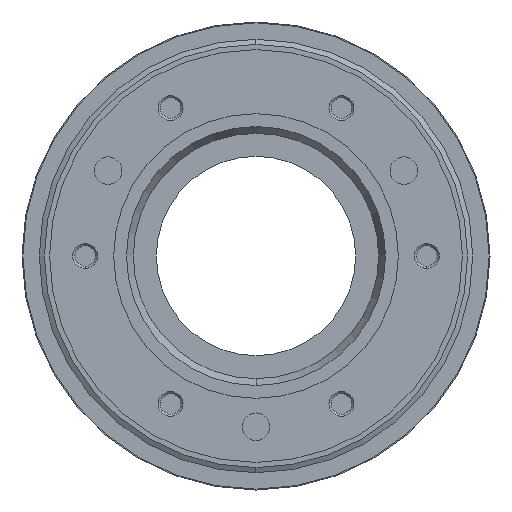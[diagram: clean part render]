
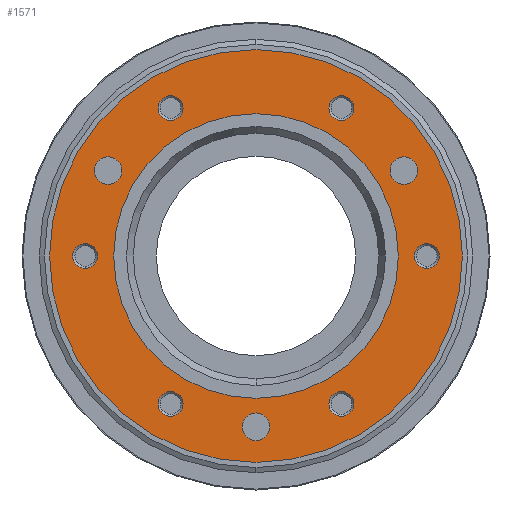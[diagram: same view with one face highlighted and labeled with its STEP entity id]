
A CAD part, left-side view. The second image highlights one B-rep face of the part: STEP entity #1571.
In plain terms, the highlighted planar face has unit normal (-1, 0, 0).
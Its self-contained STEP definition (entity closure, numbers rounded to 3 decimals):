
#1071=CARTESIAN_POINT('POINT69',(0.,
   0.,63.5));
#1072=VERTEX_POINT('VERTEX69',#1071);
#1079=CARTESIAN_POINT('POINT70',(0.,
   0.,-63.5));
#1080=VERTEX_POINT('VERTEX70',#1079);
#1081=CARTESIAN_POINT('POS105',(0.,0.,0.))
   ;
#1082=DIRECTION('DIR172',(1.,0.,0.));
#1083=DIRECTION('DIR173',(0.,0.,1.));
#1084=AXIS2_PLACEMENT_3D('AXIS68',#1081,#1082,#1083);
#1085=CIRCLE('ELLIPSE35',#1084,63.5);
#1086=EDGE_CURVE('EDGE106',#1080,#1072,#1085,.T.);
#1106=EDGE_CURVE('EDGE108',#1072,#1080,#1085,.T.);
#1111=CARTESIAN_POINT('POINT71',(0.,
   69.071,32.766));
#1112=VERTEX_POINT('VERTEX71',#1111);
#1119=CARTESIAN_POINT('POINT72',(0.,
   62.911,43.434));
#1120=VERTEX_POINT('VERTEX72',#1119);
#1121=CARTESIAN_POINT('POS109',(0.,
   65.991,38.1));
#1122=DIRECTION('DIR178',(1.,0.,
   0.));
#1123=DIRECTION('DIR179',(0.,0.5,
   -0.866));
#1124=AXIS2_PLACEMENT_3D('AXIS70',#1121,#1122,#1123);
#1125=CIRCLE('ELLIPSE36',#1124,6.16);
#1126=EDGE_CURVE('EDGE110',#1120,#1112,#1125,.T.);
#1146=EDGE_CURVE('EDGE112',#1112,#1120,#1125,.T.);
#1151=CARTESIAN_POINT('POINT73',(0.,
   -62.911,43.434));
#1152=VERTEX_POINT('VERTEX73',#1151);
#1159=CARTESIAN_POINT('POINT74',(0.,
   -69.071,32.766));
#1160=VERTEX_POINT('VERTEX74',#1159);
#1161=CARTESIAN_POINT('POS113',(0.,
   -65.991,38.1));
#1162=DIRECTION('DIR184',(1.,0.,
   0.));
#1163=DIRECTION('DIR185',(0.,0.5,
   0.866));
#1164=AXIS2_PLACEMENT_3D('AXIS72',#1161,#1162,#1163);
#1165=CIRCLE('ELLIPSE37',#1164,6.16);
#1166=EDGE_CURVE('EDGE114',#1160,#1152,#1165,.T.);
#1186=EDGE_CURVE('EDGE116',#1152,#1160,#1165,.T.);
#1191=CARTESIAN_POINT('POINT75',(0.,
   -6.16,-76.2));
#1192=VERTEX_POINT('VERTEX75',#1191);
#1199=CARTESIAN_POINT('POINT76',(0.,
   6.159,-76.2));
#1200=VERTEX_POINT('VERTEX76',#1199);
#1201=CARTESIAN_POINT('POS117',(0.,
   0.,-76.2));
#1202=DIRECTION('DIR190',(1.,0.,
   0.));
#1203=DIRECTION('DIR191',(0.,-1.,
   0.));
#1204=AXIS2_PLACEMENT_3D('AXIS74',#1201,#1202,#1203);
#1205=CIRCLE('ELLIPSE38',#1204,6.16);
#1206=EDGE_CURVE('EDGE118',#1200,#1192,#1205,.T.);
#1226=EDGE_CURVE('EDGE120',#1192,#1200,#1205,.T.);
#1231=CARTESIAN_POINT('POINT77',(0.,-76.2,
   -5.556));
#1232=VERTEX_POINT('VERTEX77',#1231);
#1240=CARTESIAN_POINT('POINT78',(0.,-76.2,
   5.556));
#1241=VERTEX_POINT('VERTEX78',#1240);
#1248=CARTESIAN_POINT('POS122',(0.,-76.2,
   0.));
#1249=DIRECTION('DIR197',(1.,0.,0.));
#1250=DIRECTION('DIR198',(0.,0.,1.));
#1251=AXIS2_PLACEMENT_3D('AXIS76',#1248,#1249,#1250);
#1252=CIRCLE('ELLIPSE39',#1251,5.556);
#1253=EDGE_CURVE('EDGE123',#1232,#1241,#1252,.T.);
#1264=EDGE_CURVE('EDGE124',#1241,#1232,#1252,.T.);
#1271=CARTESIAN_POINT('POINT79',(0.,
   -33.288,-68.769));
#1272=VERTEX_POINT('VERTEX79',#1271);
#1280=CARTESIAN_POINT('POINT80',(0.,
   -42.912,-63.213));
#1281=VERTEX_POINT('VERTEX80',#1280);
#1288=CARTESIAN_POINT('POS126',(0.,-38.1,
   -65.991));
#1289=DIRECTION('DIR203',(1.,0.,
   0.));
#1290=DIRECTION('DIR204',(0.,-0.866,
   0.5));
#1291=AXIS2_PLACEMENT_3D('AXIS78',#1288,#1289,#1290);
#1292=CIRCLE('ELLIPSE40',#1291,5.556);
#1293=EDGE_CURVE('EDGE127',#1272,#1281,#1292,.T.);
#1304=EDGE_CURVE('EDGE128',#1281,#1272,#1292,.T.);
#1311=CARTESIAN_POINT('POINT81',(0.,42.912,
   -63.213));
#1312=VERTEX_POINT('VERTEX81',#1311);
#1320=CARTESIAN_POINT('POINT82',(0.,
   33.288,-68.769));
#1321=VERTEX_POINT('VERTEX82',#1320);
#1328=CARTESIAN_POINT('POS130',(0.,38.1,
   -65.991));
#1329=DIRECTION('DIR209',(1.,0.,
   0.));
#1330=DIRECTION('DIR210',(0.,-0.866,
   -0.5));
#1331=AXIS2_PLACEMENT_3D('AXIS80',#1328,#1329,#1330);
#1332=CIRCLE('ELLIPSE41',#1331,5.556);
#1333=EDGE_CURVE('EDGE131',#1312,#1321,#1332,.T.);
#1344=EDGE_CURVE('EDGE132',#1321,#1312,#1332,.T.);
#1351=CARTESIAN_POINT('POINT83',(0.,76.2,
   5.556));
#1352=VERTEX_POINT('VERTEX83',#1351);
#1360=CARTESIAN_POINT('POINT84',(0.,76.2,
   -5.556));
#1361=VERTEX_POINT('VERTEX84',#1360);
#1368=CARTESIAN_POINT('POS134',(0.,76.2,
   0.));
#1369=DIRECTION('DIR215',(1.,0.,
   0.));
#1370=DIRECTION('DIR216',(0.,0.,
   -1.));
#1371=AXIS2_PLACEMENT_3D('AXIS82',#1368,#1369,#1370);
#1372=CIRCLE('ELLIPSE42',#1371,5.556);
#1373=EDGE_CURVE('EDGE135',#1352,#1361,#1372,.T.);
#1384=EDGE_CURVE('EDGE136',#1361,#1352,#1372,.T.);
#1391=CARTESIAN_POINT('POINT85',(0.,
   33.288,68.769));
#1392=VERTEX_POINT('VERTEX85',#1391);
#1400=CARTESIAN_POINT('POINT86',(0.,
   42.912,63.213));
#1401=VERTEX_POINT('VERTEX86',#1400);
#1408=CARTESIAN_POINT('POS138',(0.,38.1,
   65.991));
#1409=DIRECTION('DIR221',(1.,0.,
   0.));
#1410=DIRECTION('DIR222',(0.,0.866,
   -0.5));
#1411=AXIS2_PLACEMENT_3D('AXIS84',#1408,#1409,#1410);
#1412=CIRCLE('ELLIPSE43',#1411,5.556);
#1413=EDGE_CURVE('EDGE139',#1392,#1401,#1412,.T.);
#1424=EDGE_CURVE('EDGE140',#1401,#1392,#1412,.T.);
#1431=CARTESIAN_POINT('POINT87',(0.,
   -42.912,63.213));
#1432=VERTEX_POINT('VERTEX87',#1431);
#1440=CARTESIAN_POINT('POINT88',(0.,
   -33.288,68.769));
#1441=VERTEX_POINT('VERTEX88',#1440);
#1448=CARTESIAN_POINT('POS142',(0.,
   -38.1,65.991));
#1449=DIRECTION('DIR227',(1.,0.,
   0.));
#1450=DIRECTION('DIR228',(0.,0.866,
   0.5));
#1451=AXIS2_PLACEMENT_3D('AXIS86',#1448,#1449,#1450);
#1452=CIRCLE('ELLIPSE44',#1451,5.556);
#1453=EDGE_CURVE('EDGE143',#1432,#1441,#1452,.T.);
#1464=EDGE_CURVE('EDGE144',#1441,#1432,#1452,.T.);
#1511=ORIENTED_EDGE('COEDGE275',*,*,#1464,.T.);
#1512=ORIENTED_EDGE('COEDGE276',*,*,#1453,.T.);
#1513=EDGE_LOOP('NONE',(#1511,#1512));
#1514=FACE_BOUND('LOOP1',#1513,.T.);
#1515=ORIENTED_EDGE('COEDGE277',*,*,#1424,.T.);
#1516=ORIENTED_EDGE('COEDGE278',*,*,#1413,.T.);
#1517=EDGE_LOOP('NONE',(#1515,#1516));
#1518=FACE_BOUND('LOOP1',#1517,.T.);
#1519=ORIENTED_EDGE('COEDGE279',*,*,#1384,.T.);
#1520=ORIENTED_EDGE('COEDGE280',*,*,#1373,.T.);
#1521=EDGE_LOOP('NONE',(#1519,#1520));
#1522=FACE_BOUND('LOOP1',#1521,.T.);
#1523=ORIENTED_EDGE('COEDGE281',*,*,#1344,.T.);
#1524=ORIENTED_EDGE('COEDGE282',*,*,#1333,.T.);
#1525=EDGE_LOOP('NONE',(#1523,#1524));
#1526=FACE_BOUND('LOOP1',#1525,.T.);
#1527=ORIENTED_EDGE('COEDGE283',*,*,#1304,.T.);
#1528=ORIENTED_EDGE('COEDGE284',*,*,#1293,.T.);
#1529=EDGE_LOOP('NONE',(#1527,#1528));
#1530=FACE_BOUND('LOOP1',#1529,.T.);
#1531=ORIENTED_EDGE('COEDGE285',*,*,#1264,.T.);
#1532=ORIENTED_EDGE('COEDGE286',*,*,#1253,.T.);
#1533=EDGE_LOOP('NONE',(#1531,#1532));
#1534=FACE_BOUND('LOOP1',#1533,.T.);
#1535=ORIENTED_EDGE('COEDGE287',*,*,#1226,.T.);
#1536=ORIENTED_EDGE('COEDGE288',*,*,#1206,.T.);
#1537=EDGE_LOOP('NONE',(#1535,#1536));
#1538=FACE_BOUND('LOOP1',#1537,.T.);
#1539=ORIENTED_EDGE('COEDGE289',*,*,#1186,.T.);
#1540=ORIENTED_EDGE('COEDGE290',*,*,#1166,.T.);
#1541=EDGE_LOOP('NONE',(#1539,#1540));
#1542=FACE_BOUND('LOOP1',#1541,.T.);
#1543=ORIENTED_EDGE('COEDGE291',*,*,#1146,.T.);
#1544=ORIENTED_EDGE('COEDGE292',*,*,#1126,.T.);
#1545=EDGE_LOOP('NONE',(#1543,#1544));
#1546=FACE_BOUND('LOOP1',#1545,.T.);
#1547=ORIENTED_EDGE('COEDGE293',*,*,#1106,.T.);
#1548=ORIENTED_EDGE('COEDGE294',*,*,#1086,.T.);
#1549=EDGE_LOOP('NONE',(#1547,#1548));
#1550=FACE_BOUND('LOOP1',#1549,.T.);
#1551=CARTESIAN_POINT('POINT91',(0.,
   0.,92.075));
#1552=VERTEX_POINT('VERTEX91',#1551);
#1553=CARTESIAN_POINT('POINT92',(0.,
   0.,-92.075));
#1554=VERTEX_POINT('VERTEX92',#1553);
#1555=CARTESIAN_POINT('POS148',(0.,0.,0.)
   );
#1556=DIRECTION('DIR237',(-1.,0.,0.));
#1557=DIRECTION('DIR238',(0.,0.,1.));
#1558=AXIS2_PLACEMENT_3D('AXIS90',#1555,#1556,#1557);
#1559=CIRCLE('ELLIPSE46',#1558,92.075);
#1560=EDGE_CURVE('EDGE149',#1552,#1554,#1559,.T.);
#1561=ORIENTED_EDGE('COEDGE295',*,*,#1560,.T.);
#1562=EDGE_CURVE('EDGE150',#1554,#1552,#1559,.T.);
#1563=ORIENTED_EDGE('COEDGE296',*,*,#1562,.T.);
#1564=EDGE_LOOP('NONE',(#1561,#1563));
#1565=FACE_BOUND('LOOP1',#1564,.T.);
#1566=CARTESIAN_POINT('POS149',(0.,
   0.,46.038));
#1567=DIRECTION('DIR239',(-1.,0.,0.));
#1568=DIRECTION('DIR240',(0.,1.,0.));
#1569=AXIS2_PLACEMENT_3D('AXIS91',#1566,#1567,#1568);
#1570=PLANE('PLANE16',#1569);
#1571=ADVANCED_FACE('FACE74',(#1514,#1518,#1522,#1526,#1530,#1534,#1538,
   #1542,#1546,#1550,#1565),#1570,.T.);
